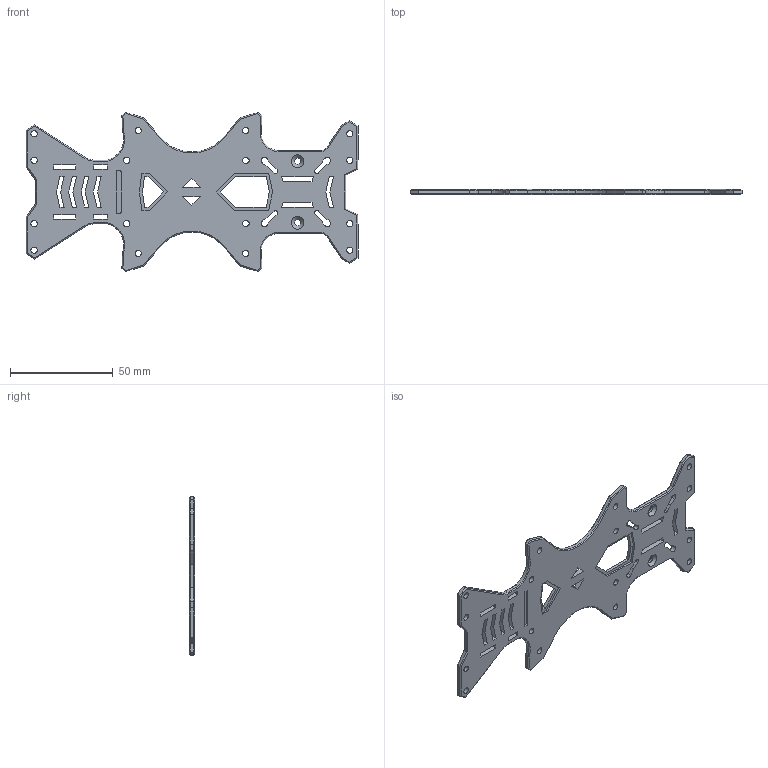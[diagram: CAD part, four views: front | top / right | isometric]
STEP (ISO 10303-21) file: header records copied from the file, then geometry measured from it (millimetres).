
FILE_DESCRIPTION(/* description */ (''),/* implementation_level */ '2;1');
FILE_NAME(/* name */ 'bottom_plate_x1.step',/* time_stamp */ '2023-12-21T13:52:19-03:00',/* author */ (''),/* organization */ (''),/* preprocessor_version */ 'ST-DEVELOPER v20',/* originating_system */ 'Autodesk Translation Framework v12.14.0.127',/* authorisation */ '');
FILE_SCHEMA (('AUTOMOTIVE_DESIGN { 1 0 10303 214 3 1 1 }'));
Length unit declared in the file: millimetre
Products named in the file (1): bottom_plate
Bounding box: 161.28 x 2.5 x 77.27 mm (x, y, z)
Volume: 17217.3 mm3; surface area: 17135.9 mm2
Topology: 1 solids, 1 shells, 456 faces, 1206 edges, 764 vertices
Faces by surface type: plane 292, bspline 96, cylinder 42, cone 26
Full cylindrical faces by diameter (mm): 3.05 x16, 3.2 x2
Entity records: 14942 total; most frequent: CARTESIAN_POINT 4125, ORIENTED_EDGE 2412, DIRECTION 1830, EDGE_CURVE 1206, LINE 888, VECTOR 888, VERTEX_POINT 764, EDGE_LOOP 542
